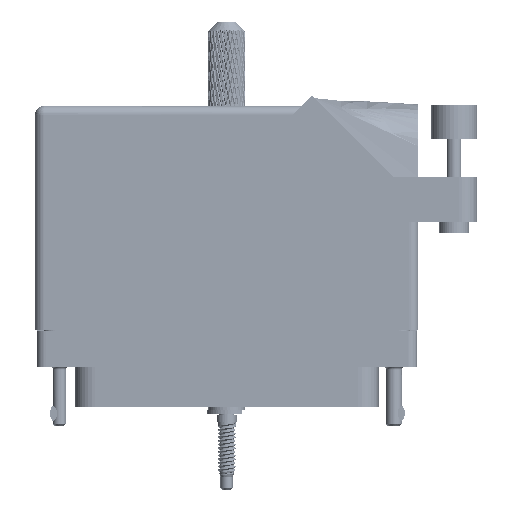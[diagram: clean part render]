
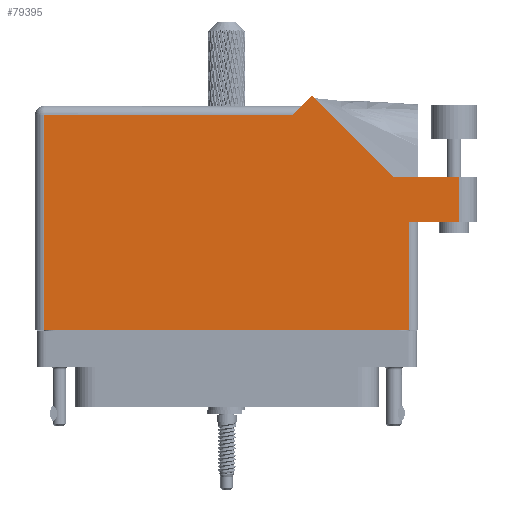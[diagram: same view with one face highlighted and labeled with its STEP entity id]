
A CAD part, front view. The second image highlights one B-rep face of the part: STEP entity #79395.
In plain terms, the highlighted face is planar.
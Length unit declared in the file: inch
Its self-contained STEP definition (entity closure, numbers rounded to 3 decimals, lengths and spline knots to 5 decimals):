
#1846 = CARTESIAN_POINT ( 'NONE',  ( -1.244, -0.1, 0.455 ) ) ;
#2497 = CARTESIAN_POINT ( 'NONE',  ( 1.14042, 0.944, 0.455 ) ) ;
#3632 = LINE ( 'NONE', #2497, #78768 ) ;
#7404 = DIRECTION ( 'NONE',  ( -1., 0., 0. ) ) ;
#8564 = VECTOR ( 'NONE', #70218, 39.37008 ) ;
#8594 = VERTEX_POINT ( 'NONE', #22424 ) ;
#10710 = CARTESIAN_POINT ( 'NONE',  ( 1.581, 0.944, 0.455 ) ) ;
#11638 = LINE ( 'NONE', #109113, #8564 ) ;
#15923 = EDGE_CURVE ( 'NONE', #109868, #62607, #3632, .T. ) ;
#18796 = LINE ( 'NONE', #1846, #37194 ) ;
#19579 = FACE_OUTER_BOUND ( 'NONE', #21034, .T. ) ;
#21034 = EDGE_LOOP ( 'NONE', ( #77636, #32824, #86435, #100166, #64604, #68158, #97355, #85841, #113560 ) ) ;
#21134 = CARTESIAN_POINT ( 'NONE',  ( -1.244, 1.368, 0.455 ) ) ;
#22424 = CARTESIAN_POINT ( 'NONE',  ( 1.581, 0.944, 0.455 ) ) ;
#28518 = VERTEX_POINT ( 'NONE', #83672 ) ;
#28979 = LINE ( 'NONE', #62218, #87182 ) ;
#29190 = DIRECTION ( 'NONE',  ( 0., 1., 0. ) ) ;
#32824 = ORIENTED_EDGE ( 'NONE', *, *, #39475, .T. ) ;
#34306 = DIRECTION ( 'NONE',  ( 0., -1., 0. ) ) ;
#37031 = VERTEX_POINT ( 'NONE', #77876 ) ;
#37194 = VECTOR ( 'NONE', #34306, 39.37008 ) ;
#37419 = DIRECTION ( 'NONE',  ( 0., 0., -1. ) ) ;
#39475 = EDGE_CURVE ( 'NONE', #28518, #8594, #46186, .T. ) ;
#44394 = VERTEX_POINT ( 'NONE', #21134 ) ;
#44791 = CARTESIAN_POINT ( 'NONE',  ( 1.14042, 0.944, 0.455 ) ) ;
#46186 = LINE ( 'NONE', #10710, #116578 ) ;
#46497 = PLANE ( 'NONE',  #89351 ) ;
#51138 = EDGE_CURVE ( 'NONE', #96430, #44394, #102401, .T. ) ;
#51375 = DIRECTION ( 'NONE',  ( -0.707, 0.707, 0. ) ) ;
#54773 = VERTEX_POINT ( 'NONE', #118532 ) ;
#55528 = VECTOR ( 'NONE', #113556, 39.37008 ) ;
#56356 = VECTOR ( 'NONE', #71726, 39.37008 ) ;
#60789 = CARTESIAN_POINT ( 'NONE',  ( 1.706, 0.944, 0.455 ) ) ;
#62218 = CARTESIAN_POINT ( 'NONE',  ( -1.306, -0.1, 0.455 ) ) ;
#62607 = VERTEX_POINT ( 'NONE', #91851 ) ;
#64604 = ORIENTED_EDGE ( 'NONE', *, *, #81237, .T. ) ;
#67462 = LINE ( 'NONE', #60789, #78151 ) ;
#68158 = ORIENTED_EDGE ( 'NONE', *, *, #51138, .T. ) ;
#68388 = EDGE_CURVE ( 'NONE', #37031, #54773, #28979, .T. ) ;
#70218 = DIRECTION ( 'NONE',  ( -0.707, -0.707, 0. ) ) ;
#71726 = DIRECTION ( 'NONE',  ( 1., 0., 0. ) ) ;
#73980 = DIRECTION ( 'NONE',  ( -1., 0., 0. ) ) ;
#76407 = CARTESIAN_POINT ( 'NONE',  ( -1.306, 1.43, 0.455 ) ) ;
#77636 = ORIENTED_EDGE ( 'NONE', *, *, #80405, .T. ) ;
#77876 = CARTESIAN_POINT ( 'NONE',  ( -1.244, -0.1, 0.455 ) ) ;
#78151 = VECTOR ( 'NONE', #99700, 39.37008 ) ;
#78768 = VECTOR ( 'NONE', #51375, 39.37008 ) ;
#79395 = ADVANCED_FACE ( 'NONE', ( #19579 ), #46497, .F. ) ;
#80405 = EDGE_CURVE ( 'NONE', #108743, #28518, #88476, .T. ) ;
#81237 = EDGE_CURVE ( 'NONE', #62607, #96430, #11638, .T. ) ;
#83672 = CARTESIAN_POINT ( 'NONE',  ( 1.581, 0.637, 0.455 ) ) ;
#84025 = VECTOR ( 'NONE', #73980, 39.37008 ) ;
#85841 = ORIENTED_EDGE ( 'NONE', *, *, #68388, .T. ) ;
#86215 = EDGE_CURVE ( 'NONE', #54773, #108743, #118163, .T. ) ;
#86435 = ORIENTED_EDGE ( 'NONE', *, *, #93778, .T. ) ;
#87182 = VECTOR ( 'NONE', #92586, 39.37008 ) ;
#88476 = LINE ( 'NONE', #121702, #56356 ) ;
#89351 = AXIS2_PLACEMENT_3D ( 'NONE', #76407, #37419, #7404 ) ;
#89556 = EDGE_CURVE ( 'NONE', #44394, #37031, #18796, .T. ) ;
#91851 = CARTESIAN_POINT ( 'NONE',  ( 0.58371, 1.50071, 0.455 ) ) ;
#92586 = DIRECTION ( 'NONE',  ( 1., 0., 0. ) ) ;
#93778 = EDGE_CURVE ( 'NONE', #8594, #109868, #67462, .T. ) ;
#96430 = VERTEX_POINT ( 'NONE', #104837 ) ;
#96818 = CARTESIAN_POINT ( 'NONE',  ( 1.244, 0.637, 0.455 ) ) ;
#97355 = ORIENTED_EDGE ( 'NONE', *, *, #89556, .T. ) ;
#99700 = DIRECTION ( 'NONE',  ( -1., 0., 0. ) ) ;
#100166 = ORIENTED_EDGE ( 'NONE', *, *, #15923, .T. ) ;
#102401 = LINE ( 'NONE', #103009, #84025 ) ;
#103009 = CARTESIAN_POINT ( 'NONE',  ( -1.306, 1.368, 0.455 ) ) ;
#103320 = CARTESIAN_POINT ( 'NONE',  ( 1.244, 0.637, 0.455 ) ) ;
#104837 = CARTESIAN_POINT ( 'NONE',  ( 0.451, 1.368, 0.455 ) ) ;
#108743 = VERTEX_POINT ( 'NONE', #96818 ) ;
#109113 = CARTESIAN_POINT ( 'NONE',  ( 0.513, 1.43, 0.455 ) ) ;
#109868 = VERTEX_POINT ( 'NONE', #44791 ) ;
#113556 = DIRECTION ( 'NONE',  ( 0., 1., 0. ) ) ;
#113560 = ORIENTED_EDGE ( 'NONE', *, *, #86215, .T. ) ;
#116578 = VECTOR ( 'NONE', #29190, 39.37008 ) ;
#118163 = LINE ( 'NONE', #103320, #55528 ) ;
#118532 = CARTESIAN_POINT ( 'NONE',  ( 1.244, -0.1, 0.455 ) ) ;
#121702 = CARTESIAN_POINT ( 'NONE',  ( 1.306, 0.637, 0.455 ) ) ;
